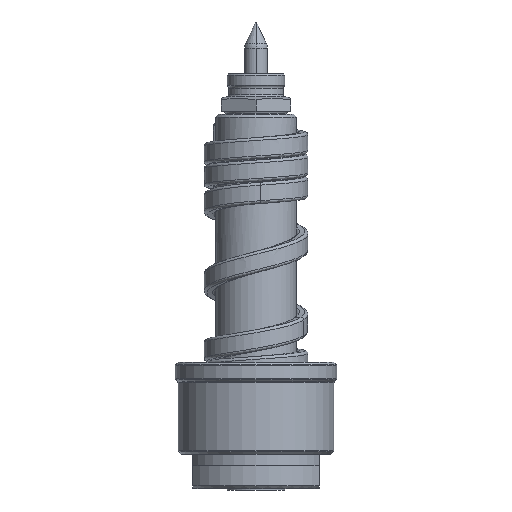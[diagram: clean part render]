
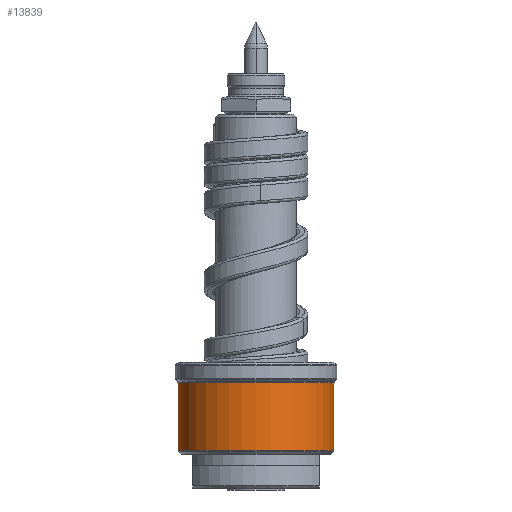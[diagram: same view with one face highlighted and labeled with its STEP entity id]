
A CAD part, front view. The second image highlights one B-rep face of the part: STEP entity #13839.
In plain terms, the highlighted cylindrical face has radius 13.5 mm (diameter 27 mm), a partial arc.
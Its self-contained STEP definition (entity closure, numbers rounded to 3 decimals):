
#4466=CARTESIAN_POINT('',(0.,0.,6.582));
#4467=DIRECTION('',(0.,0.,1.));
#4468=DIRECTION('',(-1.,0.,0.));
#4469=AXIS2_PLACEMENT_3D('',#4466,#4467,#4468);
#4471=DIRECTION('',(0.,0.,-1.));
#4472=VECTOR('',#4471,11.835);
#4473=CARTESIAN_POINT('',(-13.5,0.,18.417));
#4474=LINE('',#4473,#4472);
#4475=CARTESIAN_POINT('',(0.,0.,18.417));
#4476=DIRECTION('',(0.,0.,1.));
#4477=DIRECTION('',(-1.,0.,0.));
#4478=AXIS2_PLACEMENT_3D('',#4475,#4476,#4477);
#4480=DIRECTION('',(0.,0.,-1.));
#4481=VECTOR('',#4480,11.835);
#4482=CARTESIAN_POINT('',(13.5,0.,18.417));
#4483=LINE('',#4482,#4481);
#6257=CARTESIAN_POINT('',(13.5,0.,18.417));
#6258=CARTESIAN_POINT('',(-13.5,0.,18.417));
#6259=VERTEX_POINT('',#6257);
#6260=VERTEX_POINT('',#6258);
#6283=CARTESIAN_POINT('',(13.5,0.,6.582));
#6284=VERTEX_POINT('',#6283);
#6285=CARTESIAN_POINT('',(-13.5,0.,6.582));
#6286=VERTEX_POINT('',#6285);
#13827=CARTESIAN_POINT('',(0.,0.,5.2));
#13828=DIRECTION('',(0.,0.,1.));
#13829=DIRECTION('',(-1.,0.,0.));
#13830=AXIS2_PLACEMENT_3D('',#13827,#13828,#13829);
#13831=CYLINDRICAL_SURFACE('',#13830,13.5);
#13832=ORIENTED_EDGE('',*,*,#13784,.F.);
#13833=ORIENTED_EDGE('',*,*,#13818,.F.);
#13835=ORIENTED_EDGE('',*,*,#13834,.T.);
#13836=ORIENTED_EDGE('',*,*,#13814,.T.);
#13837=EDGE_LOOP('',(#13832,#13833,#13835,#13836));
#13838=FACE_OUTER_BOUND('',#13837,.F.);
#4470=CIRCLE('',#4469,13.5);
#4479=CIRCLE('',#4478,13.5);
#13784=EDGE_CURVE('',#6286,#6284,#4470,.T.);
#13814=EDGE_CURVE('',#6259,#6284,#4483,.T.);
#13818=EDGE_CURVE('',#6260,#6286,#4474,.T.);
#13834=EDGE_CURVE('',#6260,#6259,#4479,.T.);
#13839=ADVANCED_FACE('',(#13838),#13831,.T.);
